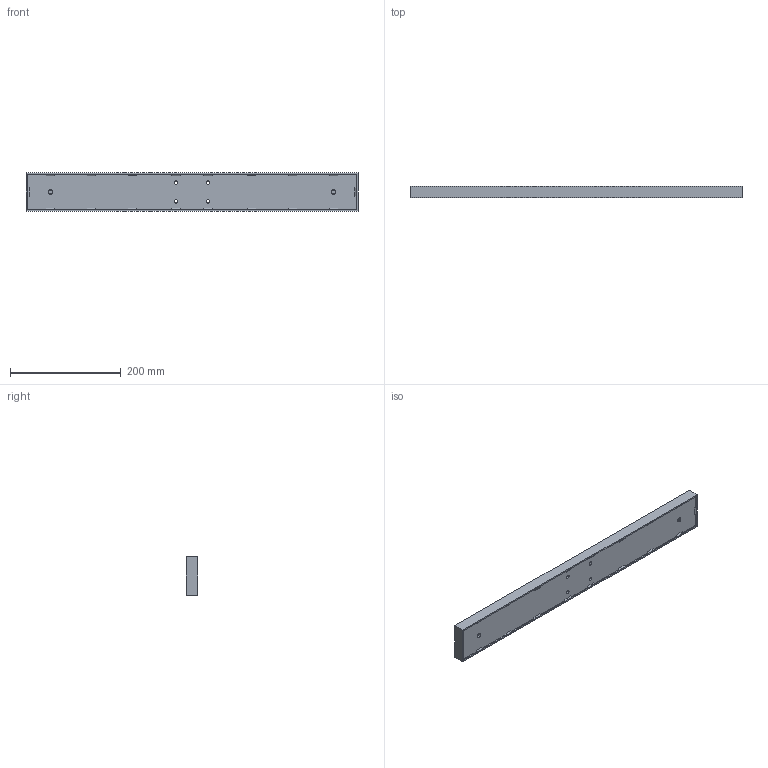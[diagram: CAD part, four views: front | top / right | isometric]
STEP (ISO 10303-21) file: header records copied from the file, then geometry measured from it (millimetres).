
FILE_DESCRIPTION((''),'2;1');
FILE_NAME('JC35TS-0401','2021-01-06T15:11:47',('sa'),('捷昌驱动'),'CREO PARAMETRIC BY PTC INC, 2018100','CREO PARAMETRIC BY PTC INC, 2018100','');
FILE_SCHEMA(('CONFIG_CONTROL_DESIGN'));
Length unit declared in the file: millimetre
Products named in the file (1): JC35TS-0401
Bounding box: 600 x 20 x 70 mm (x, y, z)
Volume: 313121.7 mm3; surface area: 207476.5 mm2
Topology: 1 solids, 3 shells, 114 faces, 322 edges, 206 vertices
Faces by surface type: plane 94, cylinder 20
Entity records: 3711 total; most frequent: CARTESIAN_POINT 643, ORIENTED_EDGE 636, DIRECTION 592, EDGE_CURVE 322, VECTOR 282, LINE 282, VERTEX_POINT 206, AXIS2_PLACEMENT_3D 155
